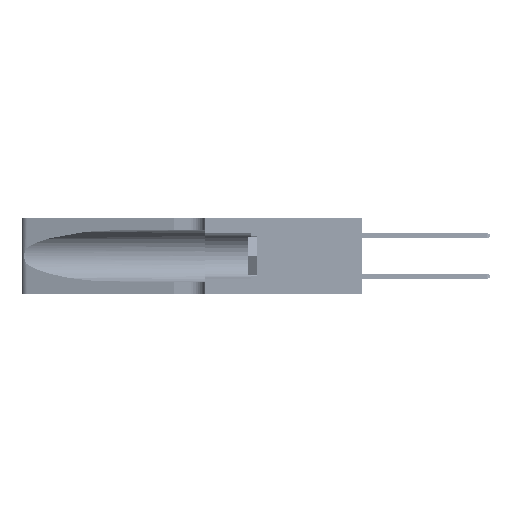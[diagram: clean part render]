
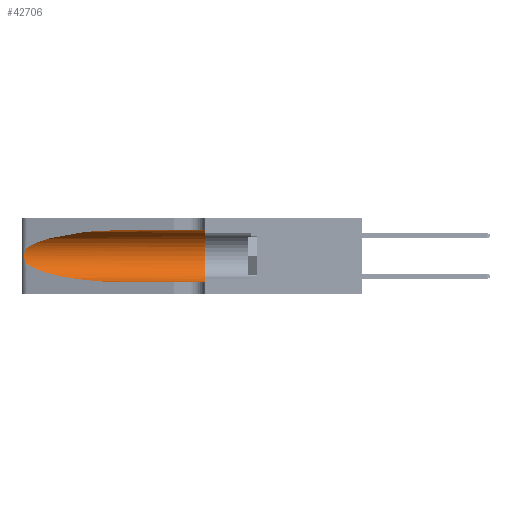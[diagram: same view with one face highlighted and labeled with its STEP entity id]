
A CAD part, left-side view. The second image highlights one B-rep face of the part: STEP entity #42706.
In plain terms, the highlighted cylindrical face has radius 3.308 mm (diameter 6.617 mm), a partial arc.
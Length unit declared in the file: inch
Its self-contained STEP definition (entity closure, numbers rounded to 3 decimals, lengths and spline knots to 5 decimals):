
#683 = DIRECTION ( 'NONE',  ( 0., -1., 0. ) ) ;
#1328 = B_SPLINE_CURVE_WITH_KNOTS ( 'NONE', 3,
 ( #14377, #6801, #49939, #46143, #50104, #30436, #41815, #49771, #18479, #6954, #34388, #42330, #7314, #19160 ),
 .UNSPECIFIED., .F., .F.,
 ( 4, 2, 2, 2, 2, 2, 4 ),
 ( 0., 0.00027, 0.00053, 0.00107, 0.0016, 0.00187, 0.00214 ),
 .UNSPECIFIED. ) ;
#1975 = DIRECTION ( 'NONE',  ( 0., 0., -1. ) ) ;
#5105 = VECTOR ( 'NONE', #683, 39.37008 ) ;
#5968 = ORIENTED_EDGE ( 'NONE', *, *, #28353, .F. ) ;
#5997 = CARTESIAN_POINT ( 'NONE',  ( 0.25487, 1.22718, 0.14631 ) ) ;
#6801 = CARTESIAN_POINT ( 'NONE',  ( 0.25555, 1.22994, 0.2215 ) ) ;
#6848 = LINE ( 'NONE', #21642, #19778 ) ;
#6954 = CARTESIAN_POINT ( 'NONE',  ( 0.25856, 1.23593, 0.16098 ) ) ;
#7314 = CARTESIAN_POINT ( 'NONE',  ( 0.25555, 1.22993, 0.14849 ) ) ;
#7362 = CARTESIAN_POINT ( 'NONE',  ( 0.2373, 1.15595, 0.08982 ) ) ;
#8754 = CARTESIAN_POINT ( 'NONE',  ( 0.1305, 0.72297, 0.31525 ) ) ;
#9687 = DIRECTION ( 'NONE',  ( 0., 1., 0. ) ) ;
#10921 = CYLINDRICAL_SURFACE ( 'NONE', #44319, 0.13025 ) ;
#11127 = ORIENTED_EDGE ( 'NONE', *, *, #13538, .F. ) ;
#11645 = ORIENTED_EDGE ( 'NONE', *, *, #16675, .T. ) ;
#13262 = CARTESIAN_POINT ( 'NONE',  ( 0.25487, 1.22718, 0.22369 ) ) ;
#13538 = EDGE_CURVE ( 'NONE', #41858, #47510, #6848, .T. ) ;
#14377 = CARTESIAN_POINT ( 'NONE',  ( 0.25487, 1.22718, 0.22369 ) ) ;
#14772 = CARTESIAN_POINT ( 'NONE',  ( 0.25487, 1.22718, 0.14631 ) ) ;
#16675 = EDGE_CURVE ( 'NONE', #24675, #33868, #18020, .T. ) ;
#17747 = DIRECTION ( 'NONE',  ( 0., 0., 1. ) ) ;
#17776 = CARTESIAN_POINT ( 'NONE',  ( 0.1305, 1.61858, 0.185 ) ) ;
#18020 =( BOUNDED_CURVE ( )  B_SPLINE_CURVE ( 3, ( #5997, #7362, #34757, #22453 ),
 .UNSPECIFIED., .F., .F. ) 
 B_SPLINE_CURVE_WITH_KNOTS ( ( 4, 4 ),
 ( 3.44316, 4.71239 ),
 .UNSPECIFIED. ) 
 CURVE ( )  GEOMETRIC_REPRESENTATION_ITEM ( )  RATIONAL_B_SPLINE_CURVE ( ( 1., 0.87, 0.87, 1. ) ) 
 REPRESENTATION_ITEM ( '' )  );
#18479 = CARTESIAN_POINT ( 'NONE',  ( 0.26017, 1.23833, 0.17102 ) ) ;
#19160 = CARTESIAN_POINT ( 'NONE',  ( 0.25487, 1.22718, 0.14631 ) ) ;
#19778 = VECTOR ( 'NONE', #29483, 39.37008 ) ;
#21642 = CARTESIAN_POINT ( 'NONE',  ( 0.1305, 1.61858, 0.31525 ) ) ;
#21707 = CARTESIAN_POINT ( 'NONE',  ( 0.25487, 1.22718, 0.22369 ) ) ;
#22453 = CARTESIAN_POINT ( 'NONE',  ( 0.1305, 0.72297, 0.05475 ) ) ;
#24357 = CARTESIAN_POINT ( 'NONE',  ( 0.1305, 1.61858, 0.05475 ) ) ;
#24675 = VERTEX_POINT ( 'NONE', #14772 ) ;
#24707 = CARTESIAN_POINT ( 'NONE',  ( 0.18966, 0.96281, 0.31525 ) ) ;
#25433 = CARTESIAN_POINT ( 'NONE',  ( 0.1305, 0.35, 0.185 ) ) ;
#25957 = LINE ( 'NONE', #24357, #5105 ) ;
#26809 = ORIENTED_EDGE ( 'NONE', *, *, #50843, .T. ) ;
#28353 = EDGE_CURVE ( 'NONE', #47510, #45474, #44599, .T. ) ;
#29483 = DIRECTION ( 'NONE',  ( 0., -1., 0. ) ) ;
#30220 = VERTEX_POINT ( 'NONE', #21707 ) ;
#30229 =( BOUNDED_CURVE ( )  B_SPLINE_CURVE ( 3, ( #32714, #24707, #47966, #13262 ),
 .UNSPECIFIED., .F., .F. ) 
 B_SPLINE_CURVE_WITH_KNOTS ( ( 4, 4 ),
 ( 1.5708, 2.84003 ),
 .UNSPECIFIED. ) 
 CURVE ( )  GEOMETRIC_REPRESENTATION_ITEM ( )  RATIONAL_B_SPLINE_CURVE ( ( 1., 0.87, 0.87, 1. ) ) 
 REPRESENTATION_ITEM ( '' )  );
#30436 = CARTESIAN_POINT ( 'NONE',  ( 0.26018, 1.23835, 0.19895 ) ) ;
#32033 = ORIENTED_EDGE ( 'NONE', *, *, #41229, .T. ) ;
#32108 = AXIS2_PLACEMENT_3D ( 'NONE', #25433, #9687, #17747 ) ;
#32714 = CARTESIAN_POINT ( 'NONE',  ( 0.1305, 0.72297, 0.31525 ) ) ;
#33462 = EDGE_CURVE ( 'NONE', #33868, #45474, #25957, .T. ) ;
#33868 = VERTEX_POINT ( 'NONE', #39076 ) ;
#34388 = CARTESIAN_POINT ( 'NONE',  ( 0.25789, 1.23486, 0.15765 ) ) ;
#34703 = ORIENTED_EDGE ( 'NONE', *, *, #33462, .T. ) ;
#34757 = CARTESIAN_POINT ( 'NONE',  ( 0.18966, 0.96281, 0.05475 ) ) ;
#35627 = CARTESIAN_POINT ( 'NONE',  ( 0.1305, 0.35, 0.05475 ) ) ;
#39076 = CARTESIAN_POINT ( 'NONE',  ( 0.1305, 0.72297, 0.05475 ) ) ;
#41229 = EDGE_CURVE ( 'NONE', #41858, #30220, #30229, .T. ) ;
#41617 = DIRECTION ( 'NONE',  ( 0., -1., 0. ) ) ;
#41815 = CARTESIAN_POINT ( 'NONE',  ( 0.26075, 1.23896, 0.19203 ) ) ;
#41858 = VERTEX_POINT ( 'NONE', #8754 ) ;
#42330 = CARTESIAN_POINT ( 'NONE',  ( 0.25639, 1.23186, 0.15144 ) ) ;
#42706 = ADVANCED_FACE ( 'NONE', ( #47165 ), #10921, .F. ) ;
#43742 = EDGE_LOOP ( 'NONE', ( #32033, #26809, #11645, #34703, #5968, #11127 ) ) ;
#44319 = AXIS2_PLACEMENT_3D ( 'NONE', #17776, #41617, #1975 ) ;
#44599 = CIRCLE ( 'NONE', #32108, 0.13025 ) ;
#45474 = VERTEX_POINT ( 'NONE', #35627 ) ;
#45849 = CARTESIAN_POINT ( 'NONE',  ( 0.1305, 0.35, 0.31525 ) ) ;
#46143 = CARTESIAN_POINT ( 'NONE',  ( 0.25787, 1.23484, 0.2124 ) ) ;
#47165 = FACE_OUTER_BOUND ( 'NONE', #43742, .T. ) ;
#47510 = VERTEX_POINT ( 'NONE', #45849 ) ;
#47966 = CARTESIAN_POINT ( 'NONE',  ( 0.2373, 1.15595, 0.28018 ) ) ;
#49771 = CARTESIAN_POINT ( 'NONE',  ( 0.26075, 1.23896, 0.178 ) ) ;
#49939 = CARTESIAN_POINT ( 'NONE',  ( 0.25639, 1.23184, 0.21858 ) ) ;
#50104 = CARTESIAN_POINT ( 'NONE',  ( 0.25854, 1.2359, 0.20912 ) ) ;
#50843 = EDGE_CURVE ( 'NONE', #30220, #24675, #1328, .T. ) ;
